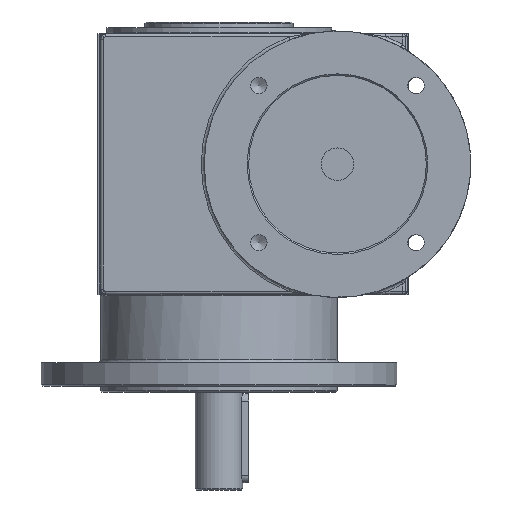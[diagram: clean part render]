
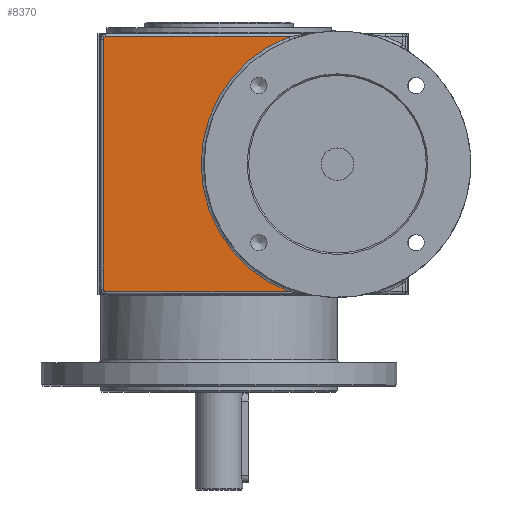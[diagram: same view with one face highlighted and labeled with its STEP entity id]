
A CAD part, left-side view. The second image highlights one B-rep face of the part: STEP entity #8370.
In plain terms, the highlighted planar face has unit normal (-1, 0, 0).
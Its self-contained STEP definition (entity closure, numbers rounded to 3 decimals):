
#400=CARTESIAN_POINT('',(1.,78.756,-42.756));
#401=VERTEX_POINT('',#400);
#411=CARTESIAN_POINT('',(1.,79.0,-42.167));
#412=VERTEX_POINT('',#411);
#413=CARTESIAN_POINT('',(1.,78.167,-42.167));
#414=DIRECTION('',(1.,0.,0.));
#415=DIRECTION('',(0.,0.707,-0.707));
#416=AXIS2_PLACEMENT_3D('',#413,#414,#415);
#417=CIRCLE('',#416,0.833);
#418=EDGE_CURVE('',#401,#412,#417,.T.);
#762=CARTESIAN_POINT('',(1.,78.756,42.756));
#763=VERTEX_POINT('',#762);
#773=CARTESIAN_POINT('',(1.,78.167,43.));
#774=VERTEX_POINT('',#773);
#775=CARTESIAN_POINT('',(1.,78.167,42.167));
#776=DIRECTION('',(1.,0.,0.));
#777=DIRECTION('',(0.,0.707,0.707));
#778=AXIS2_PLACEMENT_3D('',#775,#776,#777);
#779=CIRCLE('',#778,0.833);
#780=EDGE_CURVE('',#763,#774,#779,.T.);
#7834=CARTESIAN_POINT('',(1.,16.34,43.));
#7835=VERTEX_POINT('',#7834);
#7920=CARTESIAN_POINT('',(1.,79.0,42.167));
#7921=VERTEX_POINT('',#7920);
#7929=CARTESIAN_POINT('',(1.,78.167,42.167));
#7930=DIRECTION('',(1.,0.,0.));
#7931=DIRECTION('',(0.,0.707,0.707));
#7932=AXIS2_PLACEMENT_3D('',#7929,#7930,#7931);
#7933=CIRCLE('',#7932,0.833);
#7934=EDGE_CURVE('',#7921,#763,#7933,.T.);
#7949=CARTESIAN_POINT('',(1.,78.167,43.));
#7950=DIRECTION('',(0.0,-1.0,0.0));
#7951=VECTOR('',#7950,61.827);
#7952=LINE('',#7949,#7951);
#7953=EDGE_CURVE('',#774,#7835,#7952,.T.);
#8017=CARTESIAN_POINT('',(1.,16.34,-43.));
#8018=VERTEX_POINT('',#8017);
#8129=CARTESIAN_POINT('',(1.,0.,0.));
#8130=DIRECTION('',(-1.0,0.0,0.0));
#8131=DIRECTION('',(0.0,1.0,0.0));
#8132=AXIS2_PLACEMENT_3D('',#8129,#8130,#8131);
#8133=CIRCLE('',#8132,46.0);
#8134=EDGE_CURVE('',#7835,#8018,#8133,.T.);
#8177=CARTESIAN_POINT('',(1.,78.167,-43.));
#8178=VERTEX_POINT('',#8177);
#8186=CARTESIAN_POINT('',(1.,78.167,-42.167));
#8187=DIRECTION('',(1.,0.,0.));
#8188=DIRECTION('',(0.,0.707,-0.707));
#8189=AXIS2_PLACEMENT_3D('',#8186,#8187,#8188);
#8190=CIRCLE('',#8189,0.833);
#8191=EDGE_CURVE('',#8178,#401,#8190,.T.);
#8224=CARTESIAN_POINT('',(1.,16.34,-43.));
#8225=DIRECTION('',(0.0,1.0,0.0));
#8226=VECTOR('',#8225,61.827);
#8227=LINE('',#8224,#8226);
#8228=EDGE_CURVE('',#8018,#8178,#8227,.T.);
#8240=CARTESIAN_POINT('',(1.,79.0,-42.167));
#8241=DIRECTION('',(0.0,0.0,1.0));
#8242=VECTOR('',#8241,84.333);
#8243=LINE('',#8240,#8242);
#8244=EDGE_CURVE('',#412,#7921,#8243,.T.);
#8355=CARTESIAN_POINT('',(1.,48.891,0.0));
#8356=DIRECTION('',(1.0,0.0,0.0));
#8357=DIRECTION('',(0.0,0.0,-1.0));
#8358=AXIS2_PLACEMENT_3D('',#8355,#8356,#8357);
#8359=PLANE('',#8358);
#8360=ORIENTED_EDGE('',*,*,#8191,.F.);
#8361=ORIENTED_EDGE('',*,*,#8228,.F.);
#8362=ORIENTED_EDGE('',*,*,#8134,.F.);
#8363=ORIENTED_EDGE('',*,*,#7953,.F.);
#8364=ORIENTED_EDGE('',*,*,#780,.F.);
#8365=ORIENTED_EDGE('',*,*,#7934,.F.);
#8366=ORIENTED_EDGE('',*,*,#8244,.F.);
#8367=ORIENTED_EDGE('',*,*,#418,.F.);
#8368=EDGE_LOOP('',(#8360,#8361,#8362,#8363,#8364,#8365,#8366,#8367));
#8369=FACE_OUTER_BOUND('',#8368,.T.);
#8370=ADVANCED_FACE('',(#8369),#8359,.F.);
